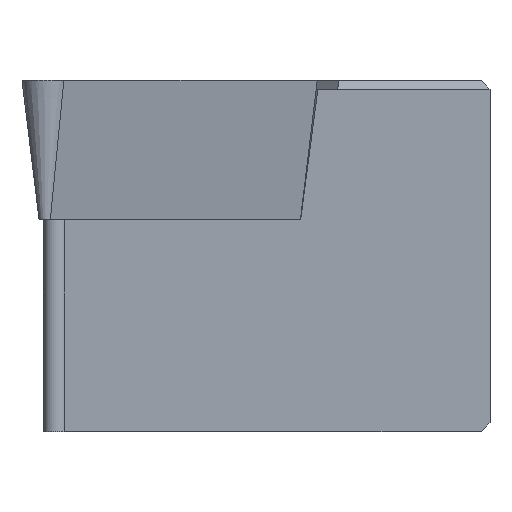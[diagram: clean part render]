
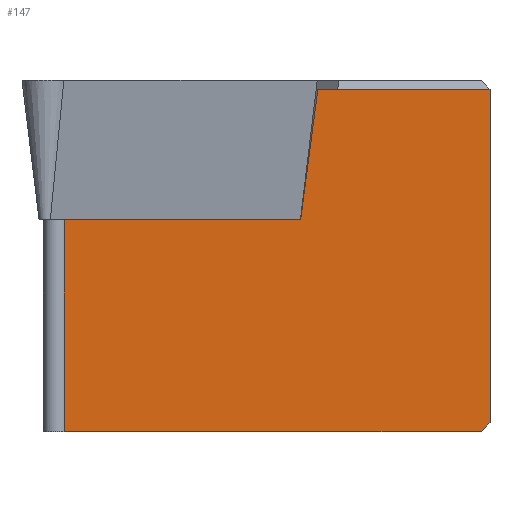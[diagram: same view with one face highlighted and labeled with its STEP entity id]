
A CAD part, left-side view. The second image highlights one B-rep face of the part: STEP entity #147.
In plain terms, the highlighted planar face has unit normal (-0.616, -0.788, 0).
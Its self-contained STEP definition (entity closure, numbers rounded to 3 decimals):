
#147=ADVANCED_FACE('',(#216),#180,.F.);
#180=PLANE('',#746);
#216=FACE_OUTER_BOUND('',#253,.T.);
#253=EDGE_LOOP('',(#400,#401,#402,#403,#404,#405,#406));
#400=ORIENTED_EDGE('',*,*,#550,.T.);
#401=ORIENTED_EDGE('',*,*,#551,.F.);
#402=ORIENTED_EDGE('',*,*,#503,.F.);
#403=ORIENTED_EDGE('',*,*,#495,.F.);
#404=ORIENTED_EDGE('',*,*,#532,.F.);
#405=ORIENTED_EDGE('',*,*,#507,.F.);
#406=ORIENTED_EDGE('',*,*,#552,.T.);
#437=VERTEX_POINT('',#961);
#439=VERTEX_POINT('',#965);
#446=VERTEX_POINT('',#983);
#449=VERTEX_POINT('',#990);
#450=VERTEX_POINT('',#992);
#471=VERTEX_POINT('',#1077);
#472=VERTEX_POINT('',#1078);
#495=EDGE_CURVE('',#439,#437,#574,.T.);
#503=EDGE_CURVE('',#437,#446,#581,.T.);
#507=EDGE_CURVE('',#449,#450,#584,.T.);
#532=EDGE_CURVE('',#450,#439,#607,.T.);
#550=EDGE_CURVE('',#471,#472,#625,.T.);
#551=EDGE_CURVE('',#446,#472,#626,.T.);
#552=EDGE_CURVE('',#449,#471,#627,.T.);
#574=LINE('',#966,#648);
#581=LINE('',#982,#655);
#584=LINE('',#991,#658);
#607=LINE('',#1041,#681);
#625=LINE('',#1076,#699);
#626=LINE('',#1079,#700);
#627=LINE('',#1080,#701);
#648=VECTOR('',#795,1.);
#655=VECTOR('',#808,1.);
#658=VECTOR('',#815,1.);
#681=VECTOR('',#854,1.);
#699=VECTOR('',#902,1.);
#700=VECTOR('',#903,1.);
#701=VECTOR('',#904,1.);
#746=AXIS2_PLACEMENT_3D('',#1081,#905,#906);
#795=DIRECTION('',(-0.671,0.524,-0.524));
#808=DIRECTION('',(-0.788,0.616,0.));
#815=DIRECTION('',(0.788,-0.616,0.));
#854=DIRECTION('',(0.,0.,-1.));
#902=DIRECTION('',(-0.788,0.616,0.));
#903=DIRECTION('',(0.,0.,1.));
#904=DIRECTION('',(-0.165,0.129,-0.978));
#905=DIRECTION('',(0.616,0.788,0.));
#906=DIRECTION('',(0.788,-0.616,0.));
#961=CARTESIAN_POINT('',(19.683,0.3,-12.));
#965=CARTESIAN_POINT('',(20.067,0.,-11.7));
#966=CARTESIAN_POINT('',(-3.395,18.331,-30.031));
#982=CARTESIAN_POINT('',(1.442,14.552,-12.));
#983=CARTESIAN_POINT('',(1.442,14.552,-12.));
#990=CARTESIAN_POINT('',(12.537,5.883,-0.3));
#991=CARTESIAN_POINT('',(1.442,14.552,-0.3));
#992=CARTESIAN_POINT('',(20.067,0.,-0.3));
#1041=CARTESIAN_POINT('',(20.067,0.,-40.));
#1076=CARTESIAN_POINT('',(7.606,9.736,-4.76));
#1077=CARTESIAN_POINT('',(11.785,6.471,-4.76));
#1078=CARTESIAN_POINT('',(1.442,14.552,-4.76));
#1079=CARTESIAN_POINT('',(1.442,14.552,-40.));
#1080=CARTESIAN_POINT('',(11.78,6.475,-4.789));
#1081=CARTESIAN_POINT('',(1.442,14.552,-40.));
